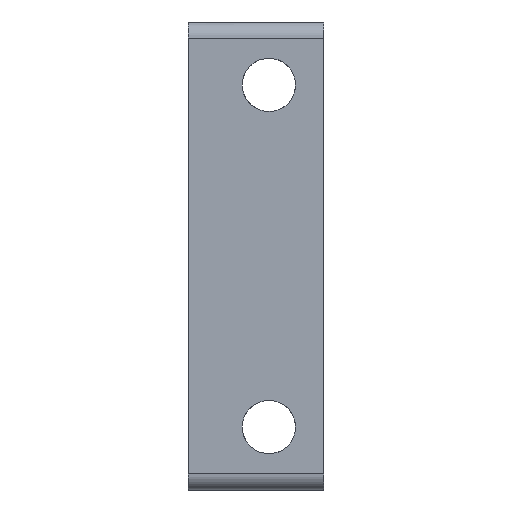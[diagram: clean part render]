
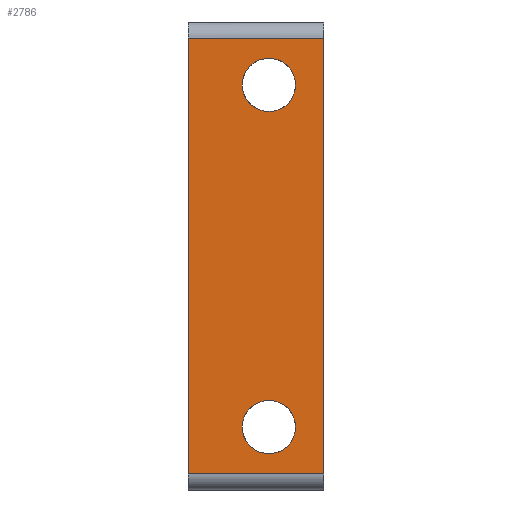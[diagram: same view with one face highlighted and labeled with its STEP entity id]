
A CAD part, left-side view. The second image highlights one B-rep face of the part: STEP entity #2786.
In plain terms, the highlighted planar face has unit normal (-1, 0, 0).
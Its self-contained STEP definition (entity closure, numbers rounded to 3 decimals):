
#67=FACE_BOUND('',#457,.T.);
#68=FACE_BOUND('',#458,.T.);
#133=CIRCLE('',#2973,1.65);
#134=CIRCLE('',#2975,1.65);
#298=FACE_OUTER_BOUND('',#456,.T.);
#456=EDGE_LOOP('',(#2149,#2150,#2151,#2152));
#457=EDGE_LOOP('',(#2153));
#458=EDGE_LOOP('',(#2154));
#600=LINE('',#3982,#886);
#639=LINE('',#4114,#925);
#642=LINE('',#4121,#928);
#697=LINE('',#4258,#983);
#886=VECTOR('',#3213,10.);
#925=VECTOR('',#3330,10.);
#928=VECTOR('',#3339,10.);
#983=VECTOR('',#3482,10.);
#1176=VERTEX_POINT('',#3979);
#1177=VERTEX_POINT('',#3981);
#1219=VERTEX_POINT('',#4112);
#1220=VERTEX_POINT('',#4119);
#1244=VERTEX_POINT('',#4196);
#1245=VERTEX_POINT('',#4200);
#1460=EDGE_CURVE('',#1177,#1176,#600,.T.);
#1522=EDGE_CURVE('',#1219,#1176,#639,.T.);
#1526=EDGE_CURVE('',#1177,#1220,#642,.T.);
#1562=EDGE_CURVE('',#1244,#1244,#133,.T.);
#1564=EDGE_CURVE('',#1245,#1245,#134,.T.);
#1592=EDGE_CURVE('',#1220,#1219,#697,.T.);
#2149=ORIENTED_EDGE('',*,*,#1522,.F.);
#2150=ORIENTED_EDGE('',*,*,#1592,.F.);
#2151=ORIENTED_EDGE('',*,*,#1526,.F.);
#2152=ORIENTED_EDGE('',*,*,#1460,.T.);
#2153=ORIENTED_EDGE('',*,*,#1562,.T.);
#2154=ORIENTED_EDGE('',*,*,#1564,.T.);
#2673=PLANE('',#2996);
#2786=ADVANCED_FACE('',(#298,#67,#68),#2673,.T.);
#2973=AXIS2_PLACEMENT_3D('',#4197,#3411,#3412);
#2975=AXIS2_PLACEMENT_3D('',#4201,#3416,#3417);
#2996=AXIS2_PLACEMENT_3D('',#4257,#3480,#3481);
#3213=DIRECTION('',(0.,0.,-1.));
#3330=DIRECTION('',(0.,1.,0.));
#3339=DIRECTION('',(0.,-1.,0.));
#3411=DIRECTION('center_axis',(1.,0.,0.));
#3412=DIRECTION('ref_axis',(0.,-1.,0.));
#3416=DIRECTION('center_axis',(1.,0.,0.));
#3417=DIRECTION('ref_axis',(0.,-1.,0.));
#3480=DIRECTION('center_axis',(-1.,0.,0.));
#3481=DIRECTION('ref_axis',(0.,0.,
-1.));
#3482=DIRECTION('',(0.,0.,-1.));
#3979=CARTESIAN_POINT('',(-32.5,-11.056,-17.244));
#3981=CARTESIAN_POINT('',(-32.5,-11.056,9.756));
#3982=CARTESIAN_POINT('',(-32.5,-11.056,61.706));
#4112=CARTESIAN_POINT('',(-32.5,-19.456,-17.244));
#4114=CARTESIAN_POINT('',(-32.5,-11.056,-17.244));
#4119=CARTESIAN_POINT('',(-32.5,-19.456,9.756));
#4121=CARTESIAN_POINT('',(-32.5,-11.056,9.756));
#4196=CARTESIAN_POINT('',(-32.5,-14.406,6.856));
#4197=CARTESIAN_POINT('Origin',(-32.5,-16.056,6.856));
#4200=CARTESIAN_POINT('',(-32.5,-14.406,-14.344));
#4201=CARTESIAN_POINT('Origin',(-32.5,-16.056,-14.344));
#4257=CARTESIAN_POINT('Origin',(-32.5,-11.056,10.756));
#4258=CARTESIAN_POINT('',(-32.5,-19.456,61.706));
